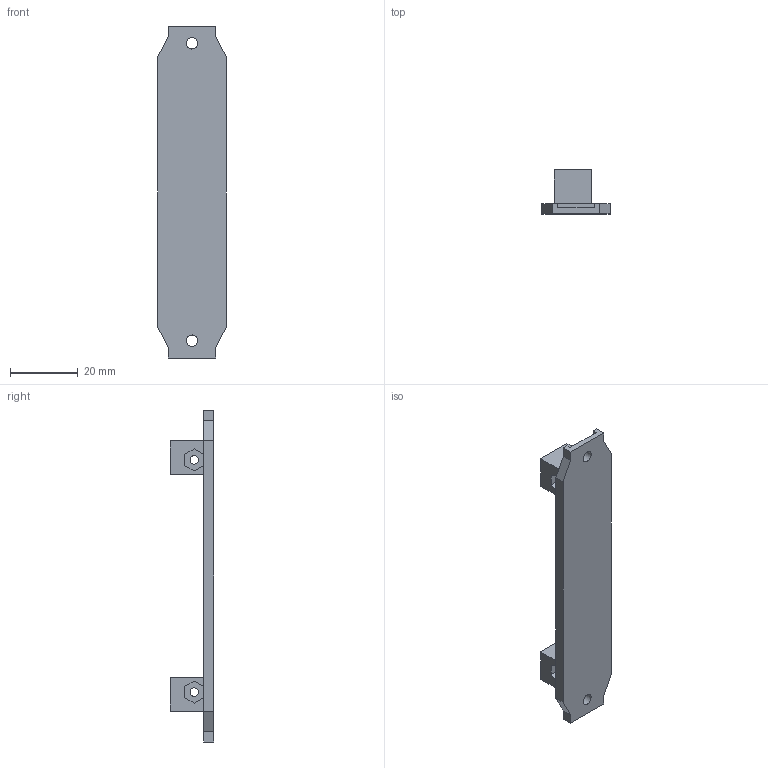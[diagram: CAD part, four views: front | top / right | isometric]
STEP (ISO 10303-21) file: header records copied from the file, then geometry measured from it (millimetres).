
FILE_DESCRIPTION(/* description */ (''),/* implementation_level */ '2;1');
FILE_NAME(/* name */ 'blank faceplate v8.step',/* time_stamp */ '2022-01-11T20:13:57-05:00',/* author */ (''),/* organization */ (''),/* preprocessor_version */ 'ST-DEVELOPER v18.1',/* originating_system */ 'Autodesk Translation Framework v10.10.0.1391',/* authorisation */ '');
FILE_SCHEMA (('AUTOMOTIVE_DESIGN { 1 0 10303 214 3 1 1 }'));
Length unit declared in the file: millimetre
Products named in the file (3): blank faceplate; bent 3d printed body; Component3
Assembly tree (2 placements, depth 2):
  blank faceplate
    bent 3d printed body
    Component3
Bounding box: 20.21 x 13 x 98.27 mm (x, y, z)
Volume: 7288.8 mm3; surface area: 5745.8 mm2
Topology: 1 solids, 1 shells, 50 faces, 132 edges, 88 vertices
Faces by surface type: plane 46, cylinder 4
Full cylindrical faces by diameter (mm): 2.5 x2, 3.4 x2
Entity records: 1631 total; most frequent: CARTESIAN_POINT 275, ORIENTED_EDGE 264, DIRECTION 250, EDGE_CURVE 132, LINE 124, VECTOR 124, VERTEX_POINT 88, AXIS2_PLACEMENT_3D 63
